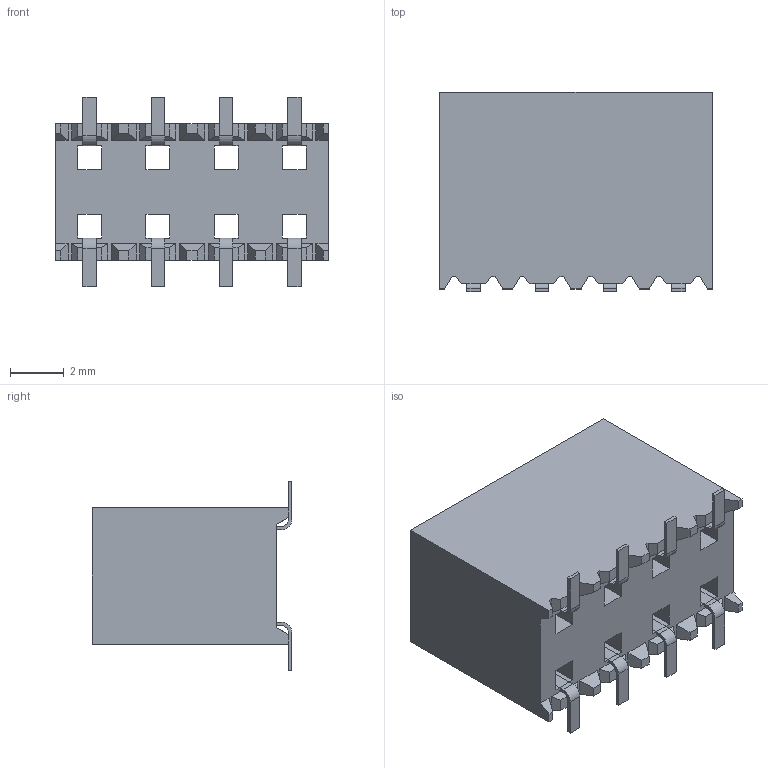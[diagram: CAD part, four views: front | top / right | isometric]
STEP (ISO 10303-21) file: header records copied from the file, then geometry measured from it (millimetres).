
FILE_DESCRIPTION( ( 'STEP AP214' ), '1' );
FILE_NAME( 'SSM-104-S-DV.stp', '2020-07-16T23:31:39', ( 'License CC BY-ND 4.0' ), ( 'CADENAS' ), ' ', 'PARTsolutions', ' ' );
FILE_SCHEMA( ( 'AUTOMOTIVE_DESIGN { 1 0 10303 214 1 1 1 1 }' ) );
Length unit declared in the file: inch
Products named in the file (3): SSM-104-S-DV; _SSM-104-S-DV_body; _C-137-014
Assembly tree (2 placements, depth 2):
  SSM-104-S-DV
    _SSM-104-S-DV_body
    _C-137-014
Bounding box: 10.16 x 7.42 x 7.04 mm (x, y, z)
Volume: 312 mm3; surface area: 584.8 mm2
Topology: 2 solids, 2 shells, 197 faces, 576 edges, 384 vertices
Faces by surface type: plane 181, cylinder 16
Entity records: 8092 total; most frequent: CARTESIAN_POINT 1160, ORIENTED_EDGE 1152, DIRECTION 1008, EDGE_CURVE 576, LINE 544, VECTOR 544, VERTEX_POINT 384, AXIS2_PLACEMENT_3D 232
